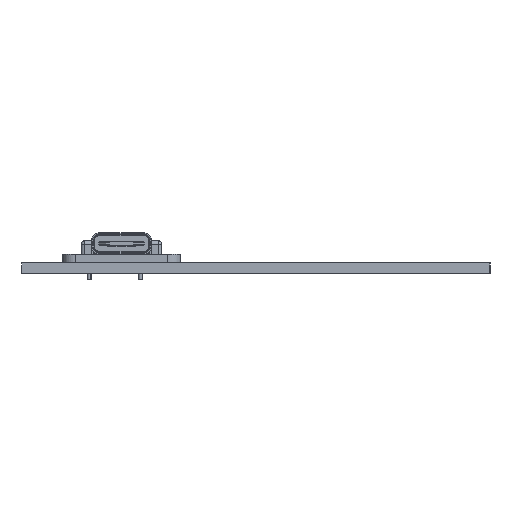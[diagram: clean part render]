
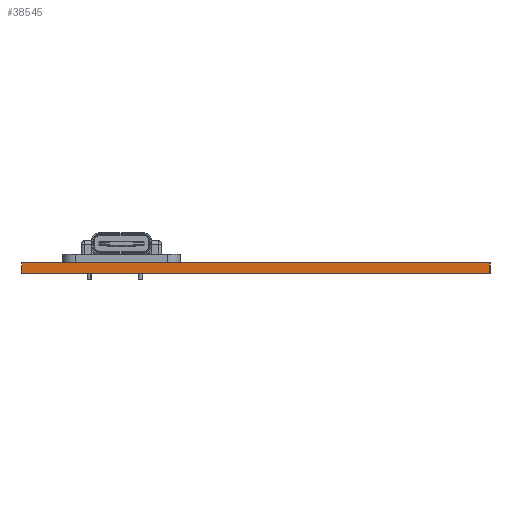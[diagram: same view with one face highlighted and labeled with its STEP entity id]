
A CAD part, left-side view. The second image highlights one B-rep face of the part: STEP entity #38545.
In plain terms, the highlighted planar face has unit normal (-1, 0, 0).
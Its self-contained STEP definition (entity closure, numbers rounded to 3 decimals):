
#38489 = VERTEX_POINT('',#38490);
#38490 = CARTESIAN_POINT('',(18.,-84.581,1.51));
#38496 = EDGE_CURVE('',#38497,#38489,#38499,.T.);
#38497 = VERTEX_POINT('',#38498);
#38498 = CARTESIAN_POINT('',(18.,-84.581,0.));
#38499 = LINE('',#38500,#38501);
#38500 = CARTESIAN_POINT('',(18.,-84.581,0.));
#38501 = VECTOR('',#38502,1.);
#38502 = DIRECTION('',(0.,0.,1.));
#38545 = ADVANCED_FACE('',(#38546),#38571,.T.);
#38546 = FACE_BOUND('',#38547,.T.);
#38547 = EDGE_LOOP('',(#38548,#38549,#38557,#38565));
#38548 = ORIENTED_EDGE('',*,*,#38496,.T.);
#38549 = ORIENTED_EDGE('',*,*,#38550,.T.);
#38550 = EDGE_CURVE('',#38489,#38551,#38553,.T.);
#38551 = VERTEX_POINT('',#38552);
#38552 = CARTESIAN_POINT('',(18.,-14.944,1.51));
#38553 = LINE('',#38554,#38555);
#38554 = CARTESIAN_POINT('',(18.,-84.581,1.51));
#38555 = VECTOR('',#38556,1.);
#38556 = DIRECTION('',(0.,1.,0.));
#38557 = ORIENTED_EDGE('',*,*,#38558,.F.);
#38558 = EDGE_CURVE('',#38559,#38551,#38561,.T.);
#38559 = VERTEX_POINT('',#38560);
#38560 = CARTESIAN_POINT('',(18.,-14.944,0.));
#38561 = LINE('',#38562,#38563);
#38562 = CARTESIAN_POINT('',(18.,-14.944,0.));
#38563 = VECTOR('',#38564,1.);
#38564 = DIRECTION('',(0.,0.,1.));
#38565 = ORIENTED_EDGE('',*,*,#38566,.F.);
#38566 = EDGE_CURVE('',#38497,#38559,#38567,.T.);
#38567 = LINE('',#38568,#38569);
#38568 = CARTESIAN_POINT('',(18.,-84.581,0.));
#38569 = VECTOR('',#38570,1.);
#38570 = DIRECTION('',(0.,1.,0.));
#38571 = PLANE('',#38572);
#38572 = AXIS2_PLACEMENT_3D('',#38573,#38574,#38575);
#38573 = CARTESIAN_POINT('',(18.,-84.581,0.));
#38574 = DIRECTION('',(-1.,0.,0.));
#38575 = DIRECTION('',(0.,1.,0.));
